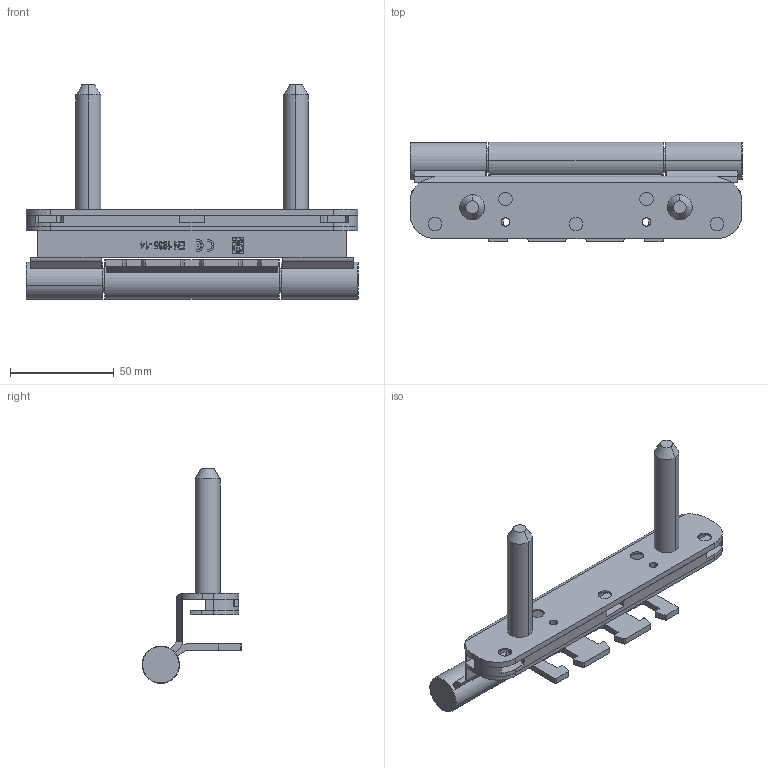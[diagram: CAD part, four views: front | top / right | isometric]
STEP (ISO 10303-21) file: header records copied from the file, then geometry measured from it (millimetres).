
FILE_DESCRIPTION (( 'STEP AP214' ), '1' );
FILE_NAME ('OBX-18-2541-160-LG-TZ.STEP', '2019-06-28T08:32:49', ( '' ), ( '' ), 'SwSTEP 2.0', 'SolidWorks 2017', '' );
FILE_SCHEMA (( 'AUTOMOTIVE_DESIGN' ));
Length unit declared in the file: millimetre
Products named in the file (29): Senkschraube M6x16_ISO 10642 - M6 x 16 - 8.8; DIN5401-III; D044-14308; B01572; B03164; OBX-18-2541-160-LG-TZ; D046-14312; B01613; D043-25908; B02853; D044-14309; D043-14310; Senkschraube M6x16
Assembly tree (17 placements, depth 2):
  D044-14308
  B01572
  OBX-18-2541-160-LG-TZ
    D043-25908
    D043-14310
    D044-14308  x2
    D044-14309
    B01572  x2
    D046-14312  x2
    DIN5401-III  x2
    B01613
    B03164
    B02853  x2
    Senkschraube M6x16_ISO 10642 - M6 x 16 - 8.8  x2
  D044-14308
  D046-14312
Bounding box: 160 x 48 x 103.5 mm (x, y, z)
Volume: 95815.8 mm3; surface area: 62013.5 mm2
Topology: 17 solids, 17 shells, 693 faces, 1776 edges, 1154 vertices
Faces by surface type: plane 365, cylinder 195, cone 62, bspline 51, sphere 12, torus 8
Entity records: 23599 total; most frequent: CARTESIAN_POINT 6315, ORIENTED_EDGE 3174, DIRECTION 3032, EDGE_CURVE 1587, LINE 1074, VECTOR 1074, VERTEX_POINT 1042, AXIS2_PLACEMENT_3D 979
